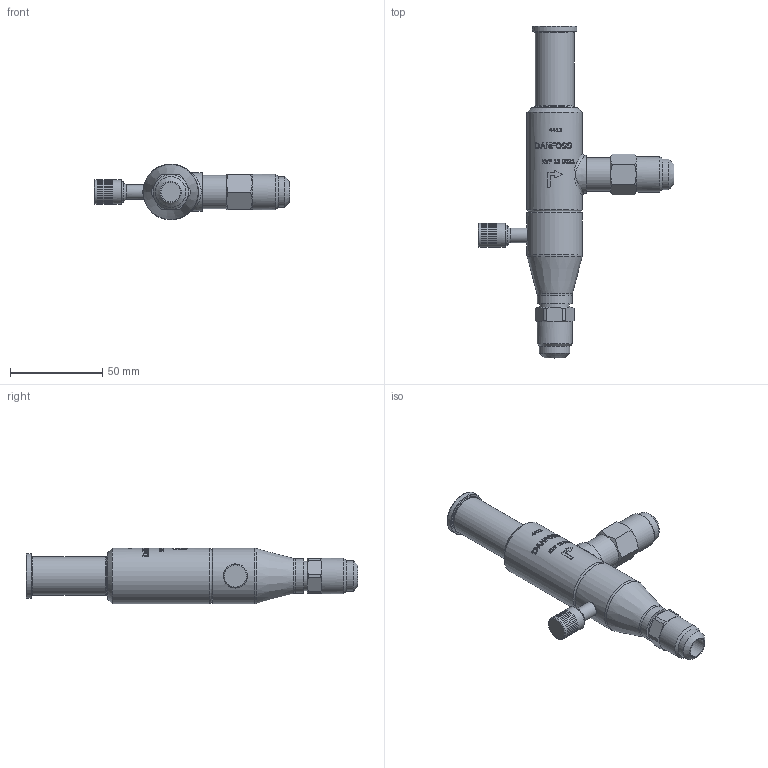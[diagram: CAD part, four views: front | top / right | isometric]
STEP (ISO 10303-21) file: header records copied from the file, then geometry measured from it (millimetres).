
FILE_DESCRIPTION((''),'2;1');
FILE_NAME('WEB034L0021.step','2014-10-09T14:45:51',(''),(''),'Autodesk Inventor 2012','Autodesk Inventor 2012','');
FILE_SCHEMA(('AUTOMOTIVE_DESIGN { 1 2 10303 214 0 1 1 1 }'));
Length unit declared in the file: millimetre
Products named in the file (1): WEB034L0021
Bounding box: 105.95 x 179.45 x 30 mm (x, y, z)
Volume: 102798 mm3; surface area: 21240.4 mm2
Topology: 1 solids, 1 shells, 609 faces, 1536 edges, 1009 vertices
Faces by surface type: plane 388, bspline 117, cylinder 61, cone 39, torus 4
Full cylindrical faces by diameter (mm): 7.9 x1, 10 x1, 10.5 x1, 11 x1, 13 x1, 15.9 x1, 16.5 x2, 18.1 x1, 18.85 x1, 19.1 x2, 21 x1, 21.6 x1, 24 x1, 30 x2
Entity records: 21945 total; most frequent: CARTESIAN_POINT 7818, ORIENTED_EDGE 2972, DIRECTION 2531, EDGE_CURVE 1486, VERTEX_POINT 996, AXIS2_PLACEMENT_3D 852, VECTOR 827, LINE 827
